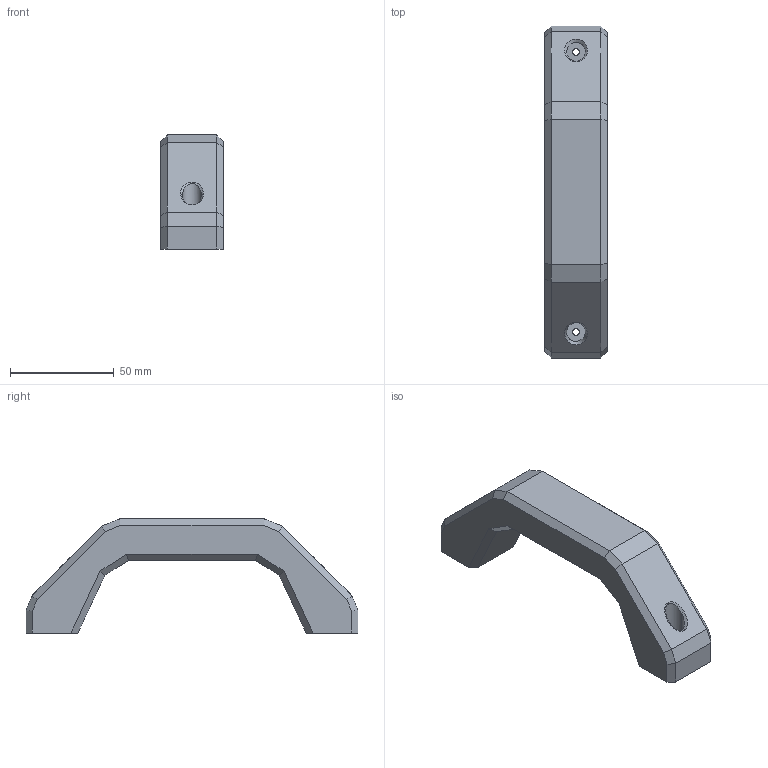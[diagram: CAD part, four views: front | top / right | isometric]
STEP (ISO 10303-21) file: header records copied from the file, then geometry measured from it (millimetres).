
FILE_DESCRIPTION((''),'2;1');
FILE_NAME('3030_HANDLE','2022-08-30T19:22:35',('dinus'),(''),'CREO PARAMETRIC BY PTC INC, 2021164','CREO PARAMETRIC BY PTC INC, 2021164','');
FILE_SCHEMA(('CONFIG_CONTROL_DESIGN'));
Length unit declared in the file: millimetre
Products named in the file (1): 3030_HANDLE
Bounding box: 30 x 160 x 55 mm (x, y, z)
Volume: 112398.8 mm3; surface area: 20316.1 mm2
Topology: 1 solids, 1 shells, 60 faces, 140 edges, 84 vertices
Faces by surface type: plane 48, cylinder 8, bspline 4
Entity records: 2090 total; most frequent: CARTESIAN_POINT 704, ORIENTED_EDGE 280, DIRECTION 256, EDGE_CURVE 140, VECTOR 120, LINE 120, VERTEX_POINT 84, AXIS2_PLACEMENT_3D 68
